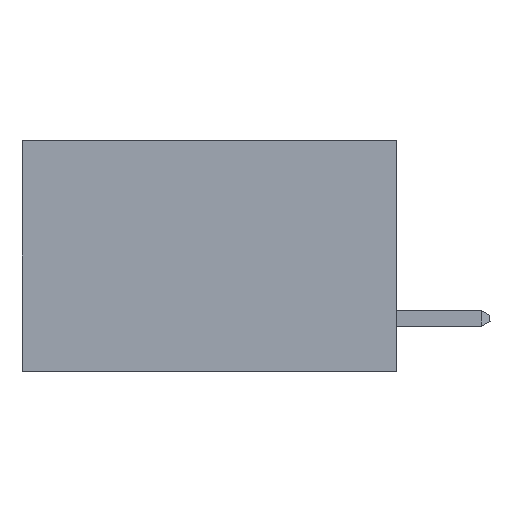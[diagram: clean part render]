
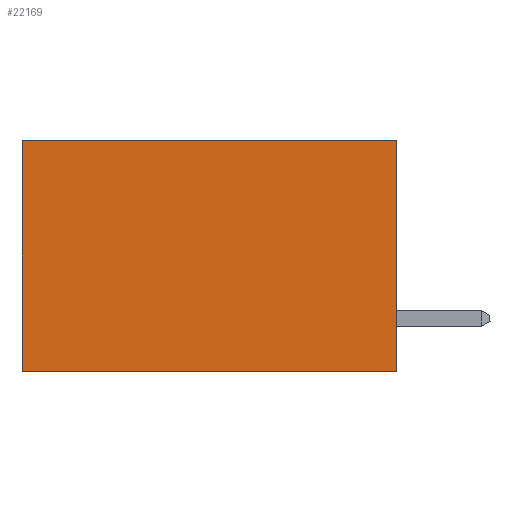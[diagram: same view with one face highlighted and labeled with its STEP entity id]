
A CAD part, left-side view. The second image highlights one B-rep face of the part: STEP entity #22169.
In plain terms, the highlighted planar face has unit normal (-1, 0, 0).
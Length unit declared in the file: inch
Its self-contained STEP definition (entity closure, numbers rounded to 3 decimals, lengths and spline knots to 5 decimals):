
#131 = VERTEX_POINT ( 'NONE', #19315 ) ;
#754 = AXIS2_PLACEMENT_3D ( 'NONE', #16069, #2570, #18333 ) ;
#2473 = CARTESIAN_POINT ( 'NONE',  ( 0.298, 0., 0. ) ) ;
#2570 = DIRECTION ( 'NONE',  ( 1., 0., 0. ) ) ;
#4001 = DIRECTION ( 'NONE',  ( 0., 0., -1. ) ) ;
#5113 = ORIENTED_EDGE ( 'NONE', *, *, #24292, .T. ) ;
#5523 = CARTESIAN_POINT ( 'NONE',  ( 0.298, 0., -0.37 ) ) ;
#5663 = EDGE_LOOP ( 'NONE', ( #5113, #13751, #15556, #16588 ) ) ;
#7531 = VERTEX_POINT ( 'NONE', #19918 ) ;
#7836 = FACE_OUTER_BOUND ( 'NONE', #5663, .T. ) ;
#10243 = LINE ( 'NONE', #2473, #21419 ) ;
#10503 = EDGE_CURVE ( 'NONE', #12271, #7531, #10243, .T. ) ;
#11205 = CARTESIAN_POINT ( 'NONE',  ( 0.298, 0., 0. ) ) ;
#11607 = PLANE ( 'NONE',  #754 ) ;
#11658 = EDGE_CURVE ( 'NONE', #12271, #22187, #26249, .T. ) ;
#12271 = VERTEX_POINT ( 'NONE', #11205 ) ;
#13751 = ORIENTED_EDGE ( 'NONE', *, *, #26570, .F. ) ;
#15556 = ORIENTED_EDGE ( 'NONE', *, *, #11658, .F. ) ;
#15839 = DIRECTION ( 'NONE',  ( 0., 0., -1. ) ) ;
#16069 = CARTESIAN_POINT ( 'NONE',  ( 0.298, 0., 0. ) ) ;
#16588 = ORIENTED_EDGE ( 'NONE', *, *, #10503, .T. ) ;
#17542 = LINE ( 'NONE', #24771, #28671 ) ;
#18333 = DIRECTION ( 'NONE',  ( 0., 0., -1. ) ) ;
#19315 = CARTESIAN_POINT ( 'NONE',  ( 0.298, 0.6, -0.37 ) ) ;
#19918 = CARTESIAN_POINT ( 'NONE',  ( 0.298, 0.6, 0. ) ) ;
#20471 = DIRECTION ( 'NONE',  ( 0., 1., 0. ) ) ;
#20556 = CARTESIAN_POINT ( 'NONE',  ( 0.298, 0., -0.37 ) ) ;
#21419 = VECTOR ( 'NONE', #20471, 39.37008 ) ;
#21911 = LINE ( 'NONE', #5523, #27865 ) ;
#22169 = ADVANCED_FACE ( 'NONE', ( #7836 ), #11607, .F. ) ;
#22187 = VERTEX_POINT ( 'NONE', #20556 ) ;
#24080 = CARTESIAN_POINT ( 'NONE',  ( 0.298, 0., 0. ) ) ;
#24292 = EDGE_CURVE ( 'NONE', #7531, #131, #17542, .T. ) ;
#24771 = CARTESIAN_POINT ( 'NONE',  ( 0.298, 0.6, 0. ) ) ;
#25544 = VECTOR ( 'NONE', #4001, 39.37008 ) ;
#26249 = LINE ( 'NONE', #24080, #25544 ) ;
#26570 = EDGE_CURVE ( 'NONE', #22187, #131, #21911, .T. ) ;
#27859 = DIRECTION ( 'NONE',  ( 0., 1., 0. ) ) ;
#27865 = VECTOR ( 'NONE', #27859, 39.37008 ) ;
#28671 = VECTOR ( 'NONE', #15839, 39.37008 ) ;
